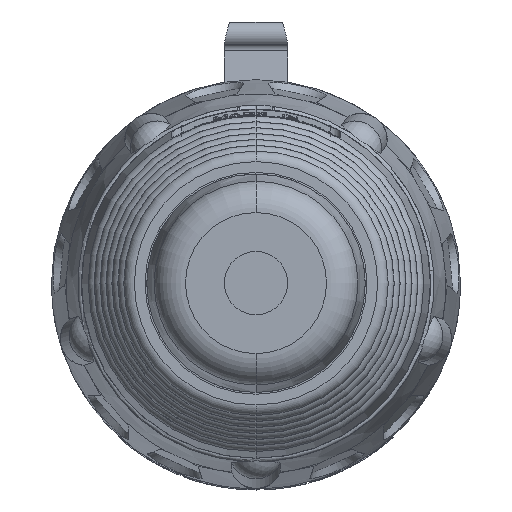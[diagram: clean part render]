
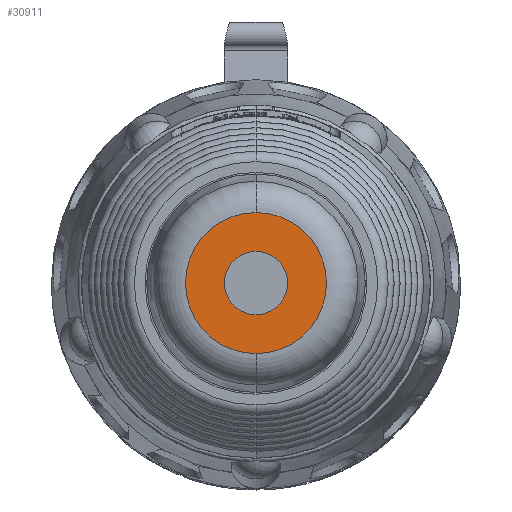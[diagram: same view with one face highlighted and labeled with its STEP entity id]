
A CAD part, top view. The second image highlights one B-rep face of the part: STEP entity #30911.
In plain terms, the highlighted planar face has unit normal (0, 0, 1).
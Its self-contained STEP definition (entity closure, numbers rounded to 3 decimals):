
#11632=CARTESIAN_POINT('',(0.,0.,56.55));
#11633=DIRECTION('',(0.,0.,-1.));
#11634=DIRECTION('',(0.,-1.,0.));
#11635=AXIS2_PLACEMENT_3D('',#11632,#11633,#11634);
#11637=CARTESIAN_POINT('',(0.,0.,56.55));
#11638=DIRECTION('',(0.,0.,-1.));
#11639=DIRECTION('',(0.,1.,0.));
#11640=AXIS2_PLACEMENT_3D('',#11637,#11638,#11639);
#11642=CARTESIAN_POINT('',(0.,0.,56.55));
#11643=DIRECTION('',(0.,0.,-1.));
#11644=DIRECTION('',(0.,-1.,0.));
#11645=AXIS2_PLACEMENT_3D('',#11642,#11643,#11644);
#11647=CARTESIAN_POINT('',(0.,0.,56.55));
#11648=DIRECTION('',(0.,0.,-1.));
#11649=DIRECTION('',(0.,1.,0.));
#11650=AXIS2_PLACEMENT_3D('',#11647,#11648,#11649);
#16192=CARTESIAN_POINT('',(0.,-1.5,56.55));
#16193=CARTESIAN_POINT('',(0.,1.5,56.55));
#16194=VERTEX_POINT('',#16192);
#16195=VERTEX_POINT('',#16193);
#16328=CARTESIAN_POINT('',(0.,-3.334,56.55));
#16329=CARTESIAN_POINT('',(0.,3.334,56.55));
#16330=VERTEX_POINT('',#16328);
#16331=VERTEX_POINT('',#16329);
#30895=CARTESIAN_POINT('',(0.,0.,56.55));
#30896=DIRECTION('',(0.,0.,1.));
#30897=DIRECTION('',(0.,-1.,0.));
#30898=AXIS2_PLACEMENT_3D('',#30895,#30896,#30897);
#30899=PLANE('',#30898);
#30901=ORIENTED_EDGE('',*,*,#30900,.T.);
#30902=ORIENTED_EDGE('',*,*,#30885,.T.);
#30903=EDGE_LOOP('',(#30901,#30902));
#30904=FACE_OUTER_BOUND('',#30903,.F.);
#30906=ORIENTED_EDGE('',*,*,#30905,.F.);
#30908=ORIENTED_EDGE('',*,*,#30907,.F.);
#30909=EDGE_LOOP('',(#30906,#30908));
#30910=FACE_BOUND('',#30909,.F.);
#30911=ADVANCED_FACE('',(#30904,#30910),#30899,.T.);
#11636=CIRCLE('',#11635,1.5);
#11641=CIRCLE('',#11640,1.5);
#11646=CIRCLE('',#11645,3.334);
#11651=CIRCLE('',#11650,3.334);
#30885=EDGE_CURVE('',#16331,#16330,#11651,.T.);
#30900=EDGE_CURVE('',#16330,#16331,#11646,.T.);
#30905=EDGE_CURVE('',#16194,#16195,#11636,.T.);
#30907=EDGE_CURVE('',#16195,#16194,#11641,.T.);
